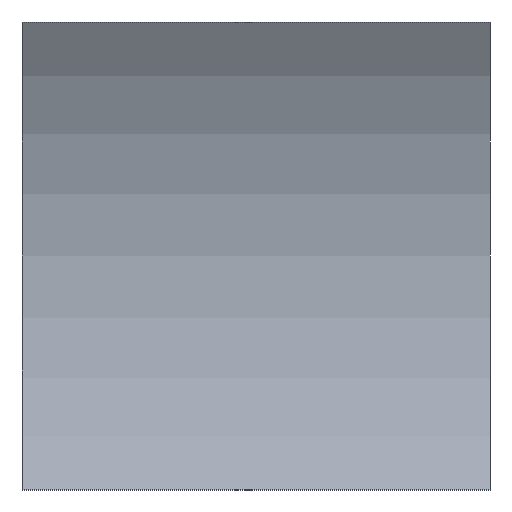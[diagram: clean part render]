
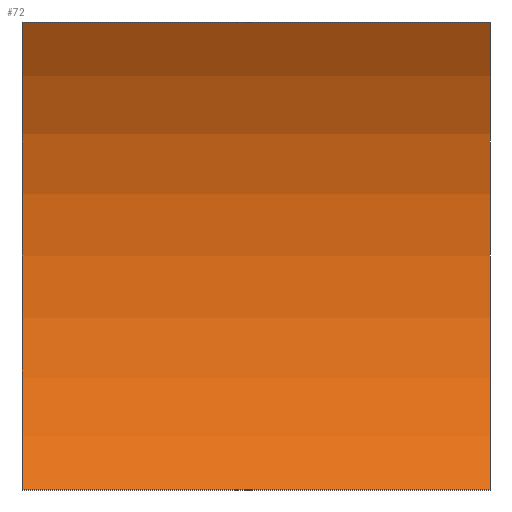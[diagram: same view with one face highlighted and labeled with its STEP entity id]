
A CAD part, left-side view. The second image highlights one B-rep face of the part: STEP entity #72.
In plain terms, the highlighted cylindrical face has radius 9.16 mm (diameter 18.32 mm), a partial arc.
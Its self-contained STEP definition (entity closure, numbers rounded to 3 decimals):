
#1 = EDGE_CURVE ( 'NONE', #100, #26, #16, .T. ) ;
#4 = LINE ( 'NONE', #69, #18 ) ;
#7 = CARTESIAN_POINT ( 'NONE',  ( -3.485, 0., 10. ) ) ;
#15 = DIRECTION ( 'NONE',  ( 0., 0., 1. ) ) ;
#16 = CIRCLE ( 'NONE', #204, 9.16 ) ;
#18 = VECTOR ( 'NONE', #97, 1000. ) ;
#26 = VERTEX_POINT ( 'NONE', #109 ) ;
#29 = DIRECTION ( 'NONE',  ( 0., 0., -1. ) ) ;
#36 = CARTESIAN_POINT ( 'NONE',  ( -11.16, 0., 5. ) ) ;
#40 = AXIS2_PLACEMENT_3D ( 'NONE', #124, #121, #29 ) ;
#45 = VERTEX_POINT ( 'NONE', #174 ) ;
#46 = CARTESIAN_POINT ( 'NONE',  ( -3.485, 10., 0. ) ) ;
#48 = AXIS2_PLACEMENT_3D ( 'NONE', #36, #152, #50 ) ;
#50 = DIRECTION ( 'NONE',  ( 0., 0., 1. ) ) ;
#69 = CARTESIAN_POINT ( 'NONE',  ( -3.485, 10., 0. ) ) ;
#72 = ADVANCED_FACE ( 'NONE', ( #168 ), #95, .F. ) ;
#79 = EDGE_LOOP ( 'NONE', ( #136, #122, #165, #134 ) ) ;
#81 = DIRECTION ( 'NONE',  ( 0., -1., 0. ) ) ;
#86 = CARTESIAN_POINT ( 'NONE',  ( -3.485, 10., 10. ) ) ;
#94 = CARTESIAN_POINT ( 'NONE',  ( -11.16, 10., 5. ) ) ;
#95 = CYLINDRICAL_SURFACE ( 'NONE', #40, 9.16 ) ;
#97 = DIRECTION ( 'NONE',  ( 0., -1., 0. ) ) ;
#99 = DIRECTION ( 'NONE',  ( 0., -1., 0. ) ) ;
#100 = VERTEX_POINT ( 'NONE', #46 ) ;
#109 = CARTESIAN_POINT ( 'NONE',  ( -3.485, 10., 10. ) ) ;
#121 = DIRECTION ( 'NONE',  ( 0., -1., 0. ) ) ;
#122 = ORIENTED_EDGE ( 'NONE', *, *, #170, .F. ) ;
#124 = CARTESIAN_POINT ( 'NONE',  ( -11.16, 10., 5. ) ) ;
#134 = ORIENTED_EDGE ( 'NONE', *, *, #190, .T. ) ;
#136 = ORIENTED_EDGE ( 'NONE', *, *, #176, .T. ) ;
#152 = DIRECTION ( 'NONE',  ( 0., -1., 0. ) ) ;
#155 = CIRCLE ( 'NONE', #48, 9.16 ) ;
#165 = ORIENTED_EDGE ( 'NONE', *, *, #1, .F. ) ;
#168 = FACE_OUTER_BOUND ( 'NONE', #79, .T. ) ;
#170 = EDGE_CURVE ( 'NONE', #26, #185, #196, .T. ) ;
#174 = CARTESIAN_POINT ( 'NONE',  ( -3.485, 0., 0. ) ) ;
#176 = EDGE_CURVE ( 'NONE', #45, #185, #155, .T. ) ;
#182 = VECTOR ( 'NONE', #99, 1000. ) ;
#185 = VERTEX_POINT ( 'NONE', #7 ) ;
#190 = EDGE_CURVE ( 'NONE', #100, #45, #4, .T. ) ;
#196 = LINE ( 'NONE', #86, #182 ) ;
#204 = AXIS2_PLACEMENT_3D ( 'NONE', #94, #81, #15 ) ;
